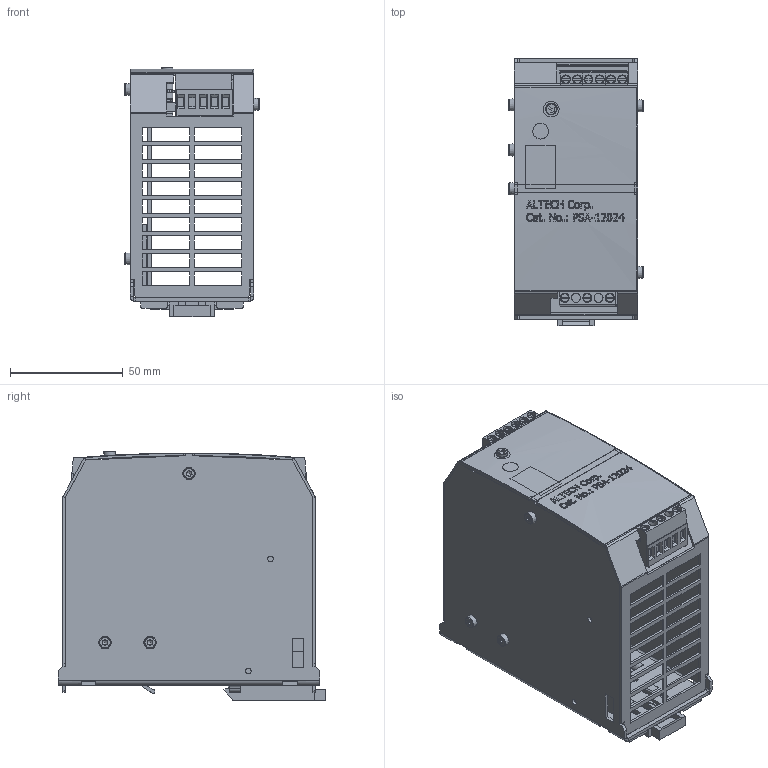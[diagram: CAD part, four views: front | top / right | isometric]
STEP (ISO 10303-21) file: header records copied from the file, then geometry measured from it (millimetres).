
FILE_DESCRIPTION((''),'2;1');
FILE_NAME('PSA-12024.stp','2014-08-08T12:53:08',('roland'),(''),'Autodesk Inventor 2013','Autodesk Inventor 2013','');
FILE_SCHEMA(('CONFIG_CONTROL_DESIGN'));
Length unit declared in the file: millimetre
Products named in the file (38): ALTECH-PSA-12024; Scatola FLEX170xx; FLEX170xx Fondo; FLEX170xx CoperchioNew; CS Flex170xxA MASTER Montato; FLEX170xxA CS_MASTER; CS Flex170xxA Ingresso; FLEX170xxA CS_IN; MQF.002.100A5_Morsetto di terra; SAURO 3P p.10 msq03002; CS Flex170xxX Uscita; FLEX170xxX CS_OUT; SAURO 2P p.5 msq02001; Perno Trimmer Piccolo; Solido1E; Solido2A; Potenziometro CA9H2.5 Verticale; Solido1F; Solido3; Solido4; Solido4A; Solido4B; Solido5; MGP.451.90MA5_Gancio Din; Dissipatore MHN; MSNE-4; Screw GB_T 2171.1 M3 x 6; FLEX17024A Etichetta; FLEX17024A Etichetta_1; FLEX17024A Etichetta_2; FLEX17024A Etichetta_3; FLEX17024A Etichetta_4; FLEX17024A Etichetta_5; FLEX17024A Etichetta_6; FLEX17024A Etichetta_7; FLEX17024A Etichetta_8; FLEX17024A Etichetta_9; FLEX17024A Etichetta_10
Assembly tree (44 placements, depth 5):
  ALTECH-PSA-12024
    Scatola FLEX170xx
      FLEX170xx Fondo
      FLEX170xx CoperchioNew
      CS Flex170xxA MASTER Montato
        FLEX170xxA CS_MASTER
        CS Flex170xxA Ingresso
          FLEX170xxA CS_IN
          MQF.002.100A5_Morsetto di terra
          SAURO 3P p.10 msq03002
        CS Flex170xxX Uscita
          FLEX170xxX CS_OUT
          SAURO 2P p.5 msq02001  x3
          MQF.002.100A5_Morsetto di terra
        Perno Trimmer Piccolo
          Solido1E
          Solido2A
        Potenziometro CA9H2.5 Verticale
          Solido1F
          Solido3
          Solido4
          Solido4A
          Solido4B
          Solido5
      MGP.451.90MA5_Gancio Din
      Dissipatore MHN
      MSNE-4
      Screw GB_T 2171.1 M3 x 6  x5
    FLEX17024A Etichetta
      FLEX17024A Etichetta_1
      FLEX17024A Etichetta_2
      FLEX17024A Etichetta_3
      FLEX17024A Etichetta_4
      FLEX17024A Etichetta_5
      FLEX17024A Etichetta_6
      FLEX17024A Etichetta_7
      FLEX17024A Etichetta_8
      FLEX17024A Etichetta_9
      FLEX17024A Etichetta_10
Bounding box: 59.8 x 118.65 x 110.6 mm (x, y, z)
Volume: 94881.9 mm3; surface area: 134235 mm2
Topology: 37 solids, 37 shells, 2238 faces, 5939 edges, 3879 vertices
Faces by surface type: plane 1632, cylinder 372, bspline 158, torus 38, cone 34, sphere 4
Full cylindrical faces by diameter (mm): 1 x51, 1.4 x9, 1.52 x4, 2 x4, 2.15 x1, 2.3 x4, 2.5 x2, 2.675 x5, 2.7 x2, 2.8 x4, 3 x5, 3.1 x2, 3.3 x3, 3.5 x1, 3.85 x9, 4 x11, 4.7 x2, 5 x5, 6.7 x1, 9 x1
Entity records: 61610 total; most frequent: CARTESIAN_POINT 16281, ORIENTED_EDGE 9268, DIRECTION 8396, EDGE_CURVE 4634, VECTOR 3450, LINE 3450, VERTEX_POINT 3094, AXIS2_PLACEMENT_3D 2473
